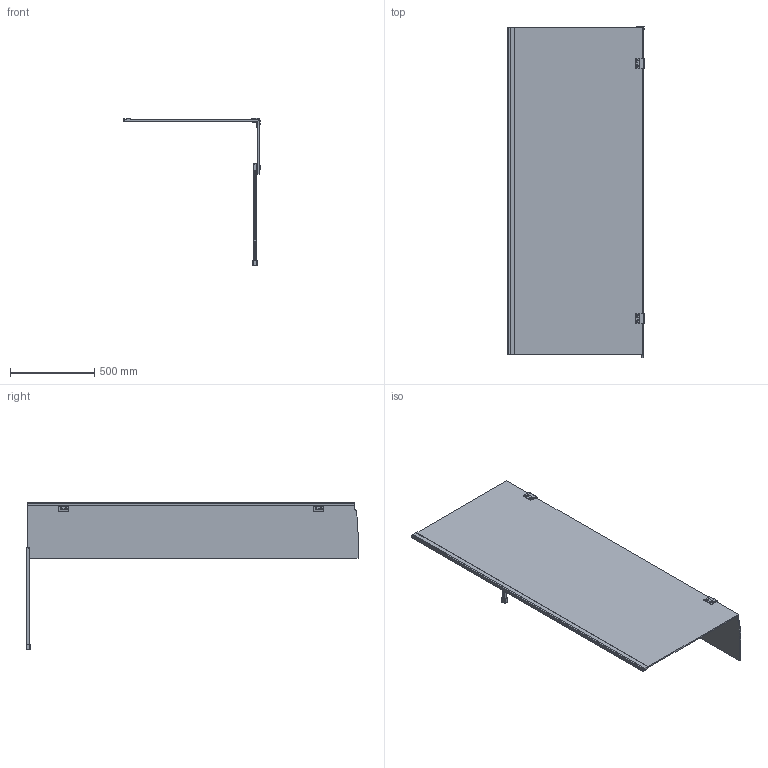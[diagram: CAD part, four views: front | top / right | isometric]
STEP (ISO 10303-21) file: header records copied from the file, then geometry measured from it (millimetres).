
FILE_DESCRIPTION (( 'STEP AP214' ), '1' );
FILE_NAME ('aqc9j-900x1400x1950.STEP', '2020-04-14T06:36:16', ( '' ), ( '' ), 'SwSTEP 2.0', 'SolidWorks 2016', '' );
FILE_SCHEMA (( 'AUTOMOTIVE_DESIGN' ));
Length unit declared in the file: millimetre
Products named in the file (1): aqc9j-900x1400x1950
Bounding box: 812.28 x 1976.08 x 875.95 mm (x, y, z)
Volume: 18284681.7 mm3; surface area: 4770709.6 mm2
Topology: 3 solids, 18 shells, 771 faces, 2008 edges, 1295 vertices
Faces by surface type: plane 336, cylinder 270, cone 66, bspline 55, torus 33, sphere 11
Entity records: 56465 total; most frequent: CARTESIAN_POINT 38148, ORIENTED_EDGE 3964, DIRECTION 3587, EDGE_CURVE 1982, VERTEX_POINT 1283, AXIS2_PLACEMENT_3D 1258, VECTOR 1071, LINE 1071
